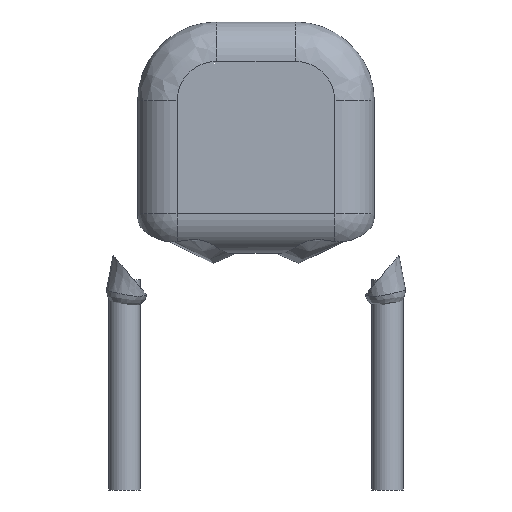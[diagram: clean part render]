
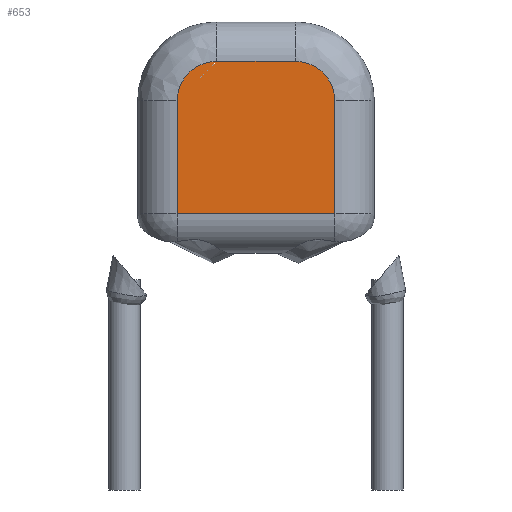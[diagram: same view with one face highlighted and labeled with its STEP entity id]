
A CAD part, left-side view. The second image highlights one B-rep face of the part: STEP entity #653.
In plain terms, the highlighted planar face has unit normal (-1, 0, 0).
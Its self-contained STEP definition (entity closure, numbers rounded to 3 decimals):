
#48=PLANE('',#734);
#64=LINE('',#1669,#92);
#67=LINE('',#1689,#95);
#69=LINE('',#1695,#97);
#70=LINE('',#1699,#98);
#92=VECTOR('',#838,10.);
#95=VECTOR('',#867,10.);
#97=VECTOR('',#873,10.);
#98=VECTOR('',#876,10.);
#135=FACE_OUTER_BOUND('',#179,.T.);
#179=EDGE_LOOP('',(#543,#544,#545,#546,#547,#548));
#250=CIRCLE('',#735,0.75);
#251=CIRCLE('',#736,0.75);
#304=VERTEX_POINT('',#1666);
#305=VERTEX_POINT('',#1668);
#309=VERTEX_POINT('',#1688);
#311=VERTEX_POINT('',#1694);
#312=VERTEX_POINT('',#1696);
#313=VERTEX_POINT('',#1698);
#379=EDGE_CURVE('',#304,#305,#64,.T.);
#389=EDGE_CURVE('',#305,#309,#67,.T.);
#392=EDGE_CURVE('',#311,#304,#69,.T.);
#393=EDGE_CURVE('',#312,#311,#250,.T.);
#394=EDGE_CURVE('',#313,#312,#70,.T.);
#395=EDGE_CURVE('',#309,#313,#251,.T.);
#543=ORIENTED_EDGE('',*,*,#379,.F.);
#544=ORIENTED_EDGE('',*,*,#392,.F.);
#545=ORIENTED_EDGE('',*,*,#393,.F.);
#546=ORIENTED_EDGE('',*,*,#394,.F.);
#547=ORIENTED_EDGE('',*,*,#395,.F.);
#548=ORIENTED_EDGE('',*,*,#389,.F.);
#653=ADVANCED_FACE('',(#135),#48,.F.);
#734=AXIS2_PLACEMENT_3D('',#1693,#871,#872);
#735=AXIS2_PLACEMENT_3D('',#1697,#874,#875);
#736=AXIS2_PLACEMENT_3D('',#1700,#877,#878);
#838=DIRECTION('',(0.,1.,0.));
#867=DIRECTION('',(0.,0.,1.));
#871=DIRECTION('center_axis',(1.,0.,0.));
#872=DIRECTION('ref_axis',(0.,0.,-1.));
#873=DIRECTION('',(0.,0.,-1.));
#874=DIRECTION('center_axis',(1.,0.,0.));
#875=DIRECTION('ref_axis',(0.,-0.707,0.707));
#876=DIRECTION('',(0.,-1.,0.));
#877=DIRECTION('center_axis',(1.,0.,0.));
#878=DIRECTION('ref_axis',(0.,0.707,0.707));
#1666=CARTESIAN_POINT('',(-1.,-1.5,0.85));
#1668=CARTESIAN_POINT('',(-1.,1.5,0.85));
#1669=CARTESIAN_POINT('',(-1.,0.,0.85));
#1688=CARTESIAN_POINT('',(-1.,1.5,3.));
#1689=CARTESIAN_POINT('',(-1.,1.5,2.25));
#1693=CARTESIAN_POINT('Origin',(-1.,0.,2.25));
#1694=CARTESIAN_POINT('',(-1.,-1.5,3.));
#1695=CARTESIAN_POINT('',(-1.,-1.5,2.25));
#1696=CARTESIAN_POINT('',(-1.,-0.75,3.75));
#1697=CARTESIAN_POINT('Origin',(-1.,-0.75,3.));
#1698=CARTESIAN_POINT('',(-1.,0.75,3.75));
#1699=CARTESIAN_POINT('',(-1.,0.,3.75));
#1700=CARTESIAN_POINT('Origin',(-1.,0.75,3.));
